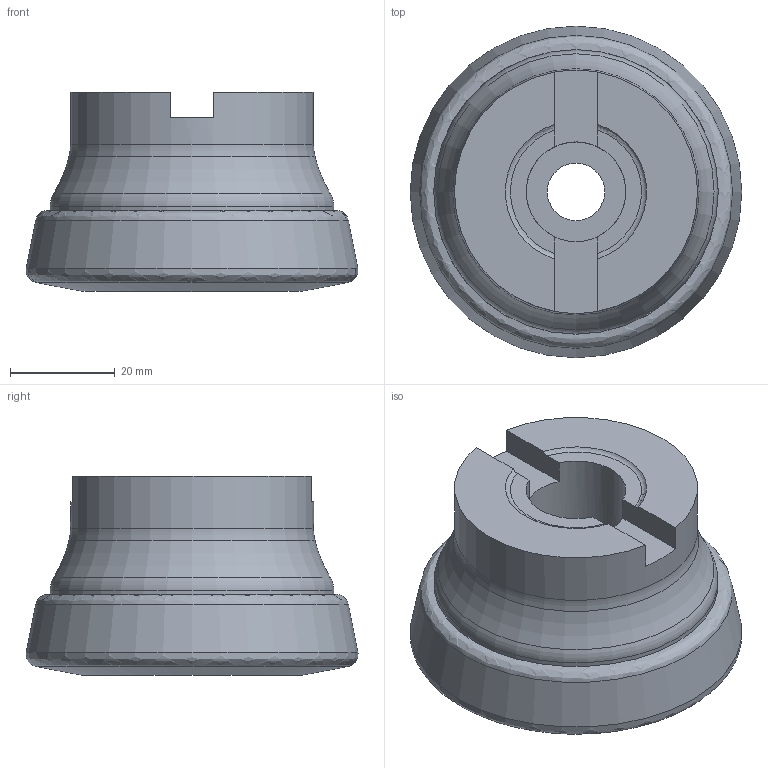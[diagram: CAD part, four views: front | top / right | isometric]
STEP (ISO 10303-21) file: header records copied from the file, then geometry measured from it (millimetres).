
FILE_DESCRIPTION(/* description */ (''),/* implementation_level */ '2;1');
FILE_NAME(/* name */ 'R220.21-02.50-SP14.5A_Basic.stp',/* time_stamp */ '2021-05-03T16:55:41+05:00',/* author */ (''),/* organization */ (''),/* preprocessor_version */ 'ST-DEVELOPER v16.7',/* originating_system */ 'SIEMENS PLM Software NX 12.0',/* authorisation */ '');
FILE_SCHEMA (('AUTOMOTIVE_DESIGN { 1 0 10303 214 3 1 1 1 }'));
Length unit declared in the file: millimetre
Products named in the file (4): CUT; NOCUT; ASSEMBLY_CONSTRUCTION; inpu0FAC3E74ira3
Assembly tree (3 placements, depth 2):
  inpu0FAC3E74ira3
    ASSEMBLY_CONSTRUCTION
    NOCUT
    CUT
Bounding box: 63.37 x 63.44 x 38.1 mm (x, y, z)
Volume: 98186.4 mm3; surface area: 20465.3 mm2
Topology: 2 solids, 2 shells, 42 faces, 95 edges, 67 vertices
Faces by surface type: plane 13, torus 11, cone 9, cylinder 5, revolution 4
Full cylindrical faces by diameter (mm): 11 x1, 15.7 x1, 19.056 x1, 46.45 x1, 54.2 x1
Entity records: 1362 total; most frequent: CARTESIAN_POINT 291, DIRECTION 210, ORIENTED_EDGE 130, AXIS2_PLACEMENT_3D 93, EDGE_LOOP 72, EDGE_CURVE 65, FACE_BOUND 60, VERTEX_POINT 53
